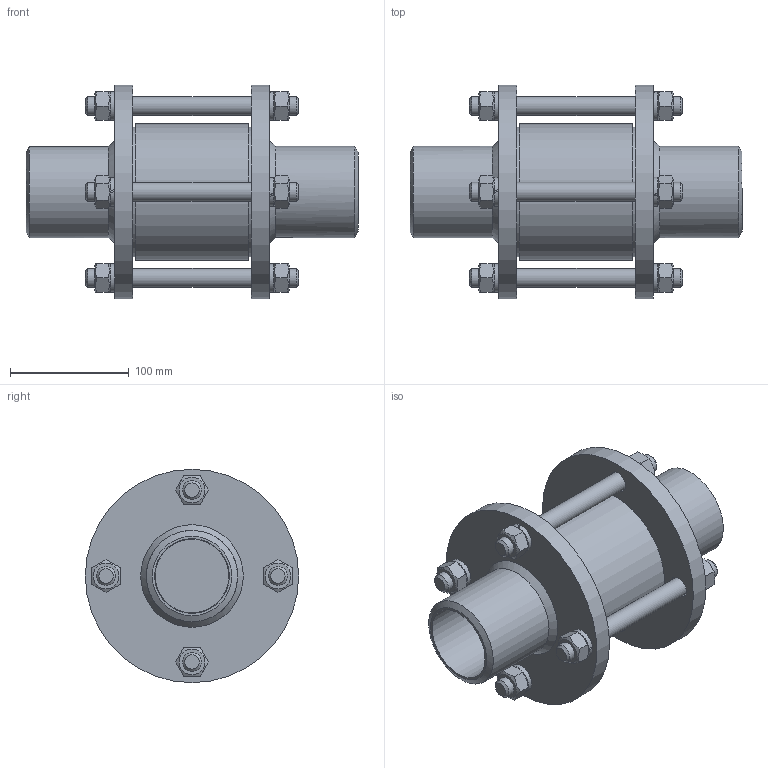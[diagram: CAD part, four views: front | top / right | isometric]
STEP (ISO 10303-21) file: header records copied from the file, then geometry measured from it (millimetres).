
FILE_DESCRIPTION((''),'2;1');
FILE_NAME('ФБ41 020 065 000.stp','2015-03-23T08:39:03',('��������'),(''),'Autodesk Inventor 2013','Autodesk Inventor 2013','');
FILE_SCHEMA(('AUTOMOTIVE_DESIGN { 1 0 10303 214 1 1 1 1 }'));
Length unit declared in the file: millimetre
Products named in the file (21): ФБ41 020 065 000; ФБ41 020 065 010; ФБ41 020 065 010_Сварные швы; ФБ41 020 065 012; ФБ41 020 065 011; ФБ41 020 065 030; ФБ41 020 065 030_Сварные швы; ФБ41 010 050 022; ФБ41 020 065 032; ФБ41 020 065 001; ФБ41 020 065 020; ФБ41 020 065 020_Сварные швы; ФБ41 020 065 021; ФБ41 020 065 022; ФБ41 020 065 004; ФБ41 020 065 003; Пружина сжатия; Пружина сжатия1; ФБ41 020 065 005; Гайка ГОСТ 5915-70 M16; Шайба ГОСТ 6402-70 16 N
Assembly tree (39 placements, depth 3):
  ФБ41 020 065 000
    ФБ41 020 065 010
      ФБ41 020 065 010_Сварные швы
      ФБ41 020 065 012
      ФБ41 020 065 011
    ФБ41 020 065 030  x2
      ФБ41 020 065 030_Сварные швы
      ФБ41 010 050 022
      ФБ41 020 065 032
    ФБ41 020 065 001
    ФБ41 020 065 020
      ФБ41 020 065 020_Сварные швы
      ФБ41 020 065 021
      ФБ41 020 065 022
    ФБ41 020 065 004  x2
    ФБ41 020 065 003
    Пружина сжатия
      Пружина сжатия1
    ФБ41 020 065 005  x4
    Гайка ГОСТ 5915-70 M16  x8
    Шайба ГОСТ 6402-70 16 N  x8
Bounding box: 280 x 180 x 180 mm (x, y, z)
Volume: 1573237.9 mm3; surface area: 440386.8 mm2
Topology: 39 solids, 39 shells, 360 faces, 783 edges, 509 vertices
Faces by surface type: plane 167, cylinder 92, cone 88, bspline 13
Full cylindrical faces by diameter (mm): 10 x2, 13.835 x8, 14 x2, 16 x4, 17 x2, 18 x8, 24 x3, 63 x3, 65 x1, 74 x1, 75 x4, 77 x4, 78 x1, 85 x1, 86 x2, 87 x3, 87.835 x1, 90 x2, 90.7 x1, 94 x4, 95 x2, 100 x1, 103 x2, 109 x4, 110 x2, 115 x1, 180 x2
Entity records: 6892 total; most frequent: CARTESIAN_POINT 2638, DIRECTION 878, ORIENTED_EDGE 556, AXIS2_PLACEMENT_3D 415, EDGE_LOOP 312, EDGE_CURVE 278, VERTEX_POINT 228, CIRCLE 185
